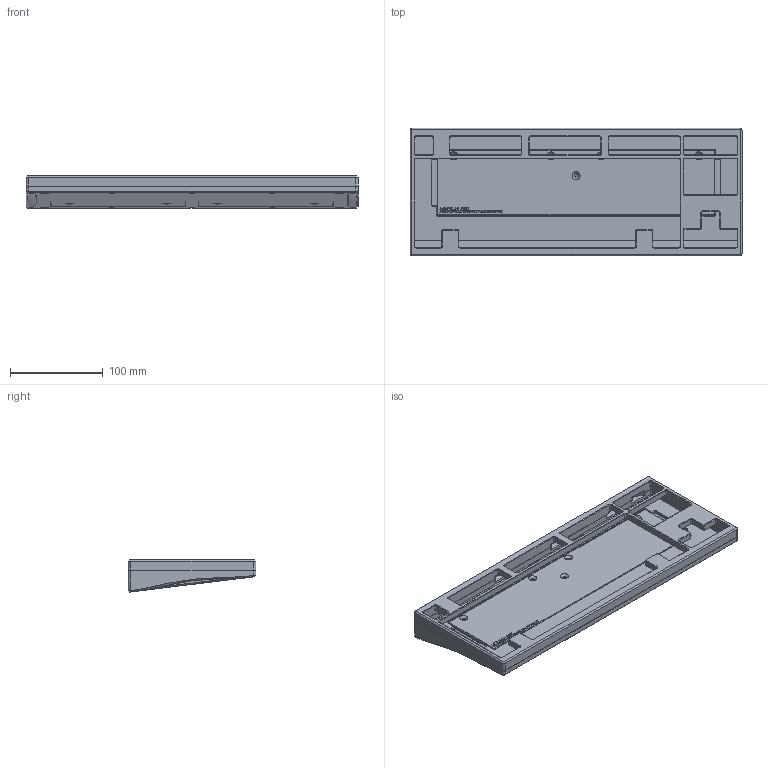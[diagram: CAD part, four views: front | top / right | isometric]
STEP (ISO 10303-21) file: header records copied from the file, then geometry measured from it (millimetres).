
FILE_DESCRIPTION(/* description */ (''),/* implementation_level */ '2;1');
FILE_NAME(/* name */ 'Koala RE NoPlate.step',/* time_stamp */ '2026-02-19T22:01:13-05:00',/* author */ (''),/* organization */ (''),/* preprocessor_version */ 'ST-DEVELOPER v20.1',/* originating_system */ 'Autodesk Translation Framework v14.21.0.0',/* authorisation */ '');
FILE_SCHEMA (('AUTOMOTIVE_DESIGN { 1 0 10303 214 3 1 1 }'));
Length unit declared in the file: millimetre
Products named in the file (6): Koala RE NoPlate; Top Case; Internal Weight; External Weight R; External Weight L; Bottom Case
Assembly tree (5 placements, depth 2):
  Koala RE NoPlate
    Top Case
    Internal Weight
    External Weight R
    External Weight L
    Bottom Case
Bounding box: 358.61 x 138.01 x 34.76 mm (x, y, z)
Volume: 565301.1 mm3; surface area: 257127.8 mm2
Topology: 5 solids, 5 shells, 1224 faces, 3239 edges, 2065 vertices
Faces by surface type: plane 632, cylinder 285, bspline 188, cone 119
Full cylindrical faces by diameter (mm): 2.3 x17, 2.7 x10, 3.332 x9, 4.1 x9, 5 x10, 8 x4
Entity records: 39808 total; most frequent: CARTESIAN_POINT 10056, ORIENTED_EDGE 6450, DIRECTION 5592, EDGE_CURVE 3225, LINE 2176, VECTOR 2176, VERTEX_POINT 2065, AXIS2_PLACEMENT_3D 1708
